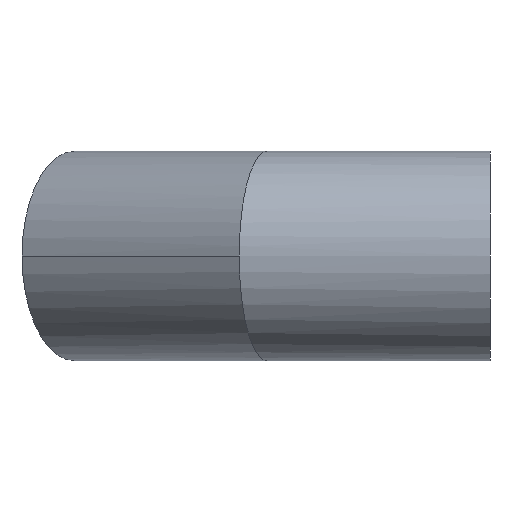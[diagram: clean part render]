
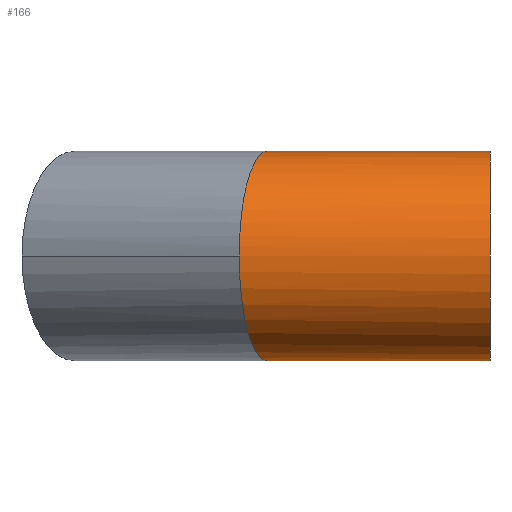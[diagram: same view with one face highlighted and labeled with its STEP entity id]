
A CAD part, left-side view. The second image highlights one B-rep face of the part: STEP entity #166.
In plain terms, the highlighted cylindrical face has radius 70 mm (diameter 140 mm), a partial arc.
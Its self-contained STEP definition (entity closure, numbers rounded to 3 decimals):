
#1 = EDGE_LOOP ( 'NONE', ( #292, #318, #260, #380, #287 ) ) ;
#2 = CARTESIAN_POINT ( 'NONE',  ( 0., 0., 70. ) ) ;
#12 = CARTESIAN_POINT ( 'NONE',  ( 0., 0., 70. ) ) ;
#24 = CARTESIAN_POINT ( 'NONE',  ( -70., 167.736, 0. ) ) ;
#28 = FACE_OUTER_BOUND ( 'NONE', #1, .T. ) ;
#30 = CARTESIAN_POINT ( 'NONE',  ( 0., 148.98, 70. ) ) ;
#40 = CARTESIAN_POINT ( 'NONE',  ( 0., 0., -70. ) ) ;
#44 = AXIS2_PLACEMENT_3D ( 'NONE', #103, #279, #313 ) ;
#54 = DIRECTION ( 'NONE',  ( 0., 1., 0. ) ) ;
#56 = CARTESIAN_POINT ( 'NONE',  ( 0., 148.98, -70. ) ) ;
#73 = VERTEX_POINT ( 'NONE', #30 ) ;
#74 = CARTESIAN_POINT ( 'NONE',  ( 0., 148.98, 70. ) ) ;
#77 = VECTOR ( 'NONE', #54, 1000. ) ;
#84 = CARTESIAN_POINT ( 'NONE',  ( 0., 148.98, -70. ) ) ;
#87 = VECTOR ( 'NONE', #371, 1000. ) ;
#103 = CARTESIAN_POINT ( 'NONE',  ( 0., 0., 0. ) ) ;
#114 = CARTESIAN_POINT ( 'NONE',  ( -70., 167.736, 0. ) ) ;
#131 = EDGE_CURVE ( 'NONE', #248, #237, #144, .T. ) ;
#144 =( BOUNDED_CURVE ( )  B_SPLINE_CURVE ( 3, ( #24, #241, #206, #56 ),
 .UNSPECIFIED., .F., .T. ) 
 B_SPLINE_CURVE_WITH_KNOTS ( ( 4, 4 ),
 ( 0., 1.571 ),
 .UNSPECIFIED. ) 
 CURVE ( )  GEOMETRIC_REPRESENTATION_ITEM ( )  RATIONAL_B_SPLINE_CURVE ( ( 1., 0.805, 0.805, 1. ) ) 
 REPRESENTATION_ITEM ( '' )  );
#151 = DIRECTION ( 'NONE',  ( 0., 0., 1. ) ) ;
#166 = ADVANCED_FACE ( 'NONE', ( #28 ), #382, .T. ) ;
#171 = VERTEX_POINT ( 'NONE', #182 ) ;
#176 = DIRECTION ( 'NONE',  ( 0., 1., 0. ) ) ;
#182 = CARTESIAN_POINT ( 'NONE',  ( 0., 0., -70. ) ) ;
#186 = EDGE_CURVE ( 'NONE', #347, #73, #209, .T. ) ;
#192 = CARTESIAN_POINT ( 'NONE',  ( -70., 167.736, 0. ) ) ;
#206 = CARTESIAN_POINT ( 'NONE',  ( -41.005, 159.967, -70. ) ) ;
#209 = LINE ( 'NONE', #2, #77 ) ;
#221 = CARTESIAN_POINT ( 'NONE',  ( -41.005, 159.967, 70. ) ) ;
#237 = VERTEX_POINT ( 'NONE', #84 ) ;
#241 = CARTESIAN_POINT ( 'NONE',  ( -70., 167.736, -41.005 ) ) ;
#243 = AXIS2_PLACEMENT_3D ( 'NONE', #291, #176, #151 ) ;
#248 = VERTEX_POINT ( 'NONE', #114 ) ;
#254 = CARTESIAN_POINT ( 'NONE',  ( -70., 167.736, 41.005 ) ) ;
#260 = ORIENTED_EDGE ( 'NONE', *, *, #186, .T. ) ;
#279 = DIRECTION ( 'NONE',  ( 0., 1., 0. ) ) ;
#287 = ORIENTED_EDGE ( 'NONE', *, *, #131, .T. ) ;
#291 = CARTESIAN_POINT ( 'NONE',  ( 0., 0., 0. ) ) ;
#292 = ORIENTED_EDGE ( 'NONE', *, *, #329, .F. ) ;
#308 = EDGE_CURVE ( 'NONE', #73, #248, #338, .T. ) ;
#313 = DIRECTION ( 'NONE',  ( 0., 0., 1. ) ) ;
#318 = ORIENTED_EDGE ( 'NONE', *, *, #342, .T. ) ;
#329 = EDGE_CURVE ( 'NONE', #171, #237, #340, .T. ) ;
#338 =( BOUNDED_CURVE ( )  B_SPLINE_CURVE ( 3, ( #74, #221, #254, #192 ),
 .UNSPECIFIED., .F., .F. ) 
 B_SPLINE_CURVE_WITH_KNOTS ( ( 4, 4 ),
 ( 4.712, 6.283 ),
 .UNSPECIFIED. ) 
 CURVE ( )  GEOMETRIC_REPRESENTATION_ITEM ( )  RATIONAL_B_SPLINE_CURVE ( ( 1., 0.805, 0.805, 1. ) ) 
 REPRESENTATION_ITEM ( '' )  );
#340 = LINE ( 'NONE', #40, #87 ) ;
#342 = EDGE_CURVE ( 'NONE', #171, #347, #376, .T. ) ;
#347 = VERTEX_POINT ( 'NONE', #12 ) ;
#371 = DIRECTION ( 'NONE',  ( 0., 1., 0. ) ) ;
#376 = CIRCLE ( 'NONE', #44, 70. ) ;
#380 = ORIENTED_EDGE ( 'NONE', *, *, #308, .T. ) ;
#382 = CYLINDRICAL_SURFACE ( 'NONE', #243, 70. ) ;
